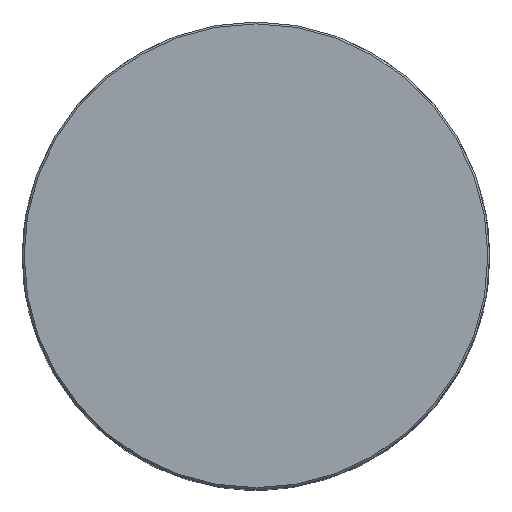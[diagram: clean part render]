
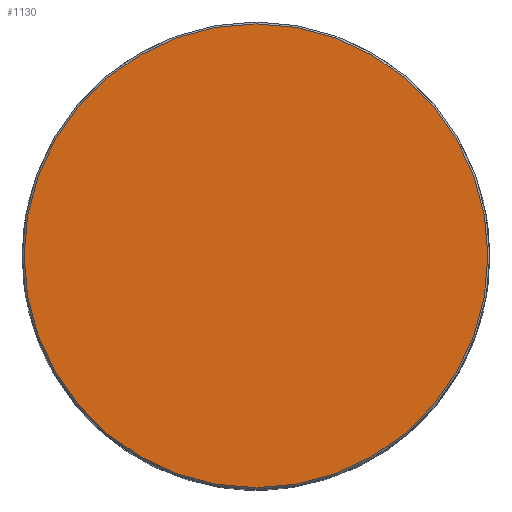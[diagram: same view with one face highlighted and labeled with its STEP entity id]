
A CAD part, top view. The second image highlights one B-rep face of the part: STEP entity #1130.
In plain terms, the highlighted planar face has unit normal (0, 0, 1).
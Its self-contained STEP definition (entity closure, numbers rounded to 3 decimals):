
#61 = VERTEX_POINT ( 'NONE', #1394 ) ;
#273 = DIRECTION ( 'NONE',  ( 1., 0., 0. ) ) ;
#322 = EDGE_CURVE ( 'NONE', #61, #1172, #1558, .T. ) ;
#410 = CARTESIAN_POINT ( 'NONE',  ( 0., 0., 0. ) ) ;
#495 = DIRECTION ( 'NONE',  ( 0., 0., 1. ) ) ;
#566 = CIRCLE ( 'NONE', #776, 12.4 ) ;
#716 = AXIS2_PLACEMENT_3D ( 'NONE', #1374, #725, #1507 ) ;
#725 = DIRECTION ( 'NONE',  ( 0., 0., 1. ) ) ;
#776 = AXIS2_PLACEMENT_3D ( 'NONE', #1039, #495, #273 ) ;
#903 = EDGE_LOOP ( 'NONE', ( #1214, #1511 ) ) ;
#1039 = CARTESIAN_POINT ( 'NONE',  ( 0., 0., 0. ) ) ;
#1053 = FACE_OUTER_BOUND ( 'NONE', #903, .T. ) ;
#1130 = ADVANCED_FACE ( 'NONE', ( #1053 ), #1578, .T. ) ;
#1151 = AXIS2_PLACEMENT_3D ( 'NONE', #410, #1193, #1572 ) ;
#1172 = VERTEX_POINT ( 'NONE', #1282 ) ;
#1193 = DIRECTION ( 'NONE',  ( 0., 0., 1. ) ) ;
#1214 = ORIENTED_EDGE ( 'NONE', *, *, #322, .T. ) ;
#1282 = CARTESIAN_POINT ( 'NONE',  ( 12.4, 0., 0. ) ) ;
#1335 = EDGE_CURVE ( 'NONE', #1172, #61, #566, .T. ) ;
#1374 = CARTESIAN_POINT ( 'NONE',  ( 0., 0., 0. ) ) ;
#1394 = CARTESIAN_POINT ( 'NONE',  ( -12.4, 0., 0. ) ) ;
#1507 = DIRECTION ( 'NONE',  ( 1., 0., 0. ) ) ;
#1511 = ORIENTED_EDGE ( 'NONE', *, *, #1335, .T. ) ;
#1558 = CIRCLE ( 'NONE', #716, 12.4 ) ;
#1572 = DIRECTION ( 'NONE',  ( 1., 0., 0. ) ) ;
#1578 = PLANE ( 'NONE',  #1151 ) ;
